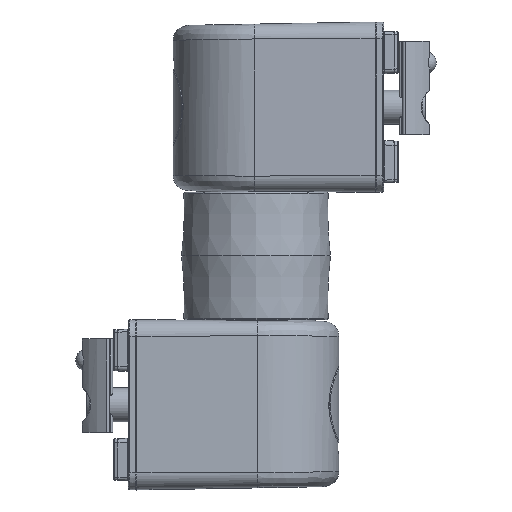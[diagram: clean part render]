
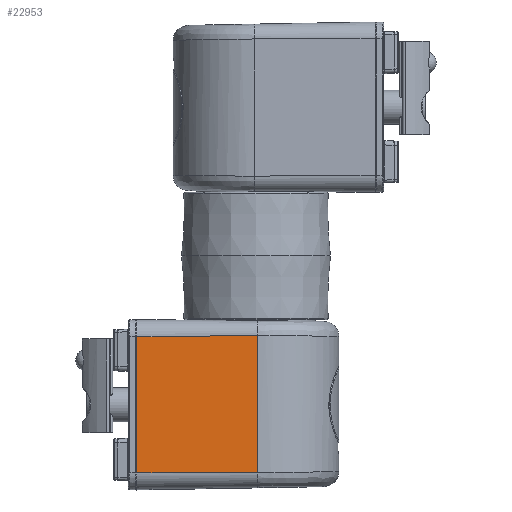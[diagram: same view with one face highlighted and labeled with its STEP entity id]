
A CAD part, top view. The second image highlights one B-rep face of the part: STEP entity #22953.
In plain terms, the highlighted planar face has unit normal (0.018, 0, 1).
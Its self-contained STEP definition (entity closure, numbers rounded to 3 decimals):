
#252=PLANE('',#24883);
#3800=FACE_OUTER_BOUND('',#5322,.T.);
#5322=EDGE_LOOP('',(#16038,#16039,#16040,#16041));
#6851=LINE('',#37791,#7853);
#6983=LINE('',#40293,#7985);
#7853=VECTOR('',#27745,1000.);
#7985=VECTOR('',#28067,1000.);
#8971=B_SPLINE_CURVE_WITH_KNOTS('',3,(#41014,#41015,#41016,#41017),
 .UNSPECIFIED.,.F.,.F.,(4,4),(0.029,0.058),
 .UNSPECIFIED.);
#8972=B_SPLINE_CURVE_WITH_KNOTS('',3,(#41018,#41019,#41020,#41021),
 .UNSPECIFIED.,.F.,.F.,(4,4),(-0.057,-0.028),
 .UNSPECIFIED.);
#9751=VERTEX_POINT('',#37788);
#9752=VERTEX_POINT('',#37790);
#9972=VERTEX_POINT('',#40291);
#9973=VERTEX_POINT('',#40292);
#11992=EDGE_CURVE('',#9752,#9751,#6851,.T.);
#12253=EDGE_CURVE('',#9972,#9973,#6983,.T.);
#12287=EDGE_CURVE('',#9751,#9973,#8971,.T.);
#12288=EDGE_CURVE('',#9972,#9752,#8972,.T.);
#16038=ORIENTED_EDGE('',*,*,#11992,.T.);
#16039=ORIENTED_EDGE('',*,*,#12287,.T.);
#16040=ORIENTED_EDGE('',*,*,#12253,.F.);
#16041=ORIENTED_EDGE('',*,*,#12288,.T.);
#22953=ADVANCED_FACE('',(#3800),#252,.F.);
#24883=AXIS2_PLACEMENT_3D('',#41013,#28094,#28095);
#27745=DIRECTION('',(0.,-1.,0.));
#28067=DIRECTION('',(0.,-1.,0.));
#28094=DIRECTION('center_axis',(-0.018,0.,-1.));
#28095=DIRECTION('ref_axis',(-1.,0.,0.018));
#37788=CARTESIAN_POINT('',(-28.,-16.001,20.));
#37790=CARTESIAN_POINT('',(-28.,16.,20.));
#37791=CARTESIAN_POINT('',(-28.,20.,20.));
#40291=CARTESIAN_POINT('',(0.346,16.253,19.497));
#40292=CARTESIAN_POINT('',(0.346,-16.006,19.497));
#40293=CARTESIAN_POINT('',(0.346,20.,19.497));
#41013=CARTESIAN_POINT('Origin',(-28.,20.,20.));
#41014=CARTESIAN_POINT('Ctrl Pts',(-28.,-16.001,20.));
#41015=CARTESIAN_POINT('Ctrl Pts',(-18.55,-16.086,19.832));
#41016=CARTESIAN_POINT('Ctrl Pts',(-9.1,-16.171,
19.665));
#41017=CARTESIAN_POINT('Ctrl Pts',(0.346,-16.006,
19.497));
#41018=CARTESIAN_POINT('Ctrl Pts',(0.346,16.253,19.497));
#41019=CARTESIAN_POINT('Ctrl Pts',(-9.101,16.335,19.665));
#41020=CARTESIAN_POINT('Ctrl Pts',(-18.551,16.168,19.832));
#41021=CARTESIAN_POINT('Ctrl Pts',(-28.,16.,20.));
